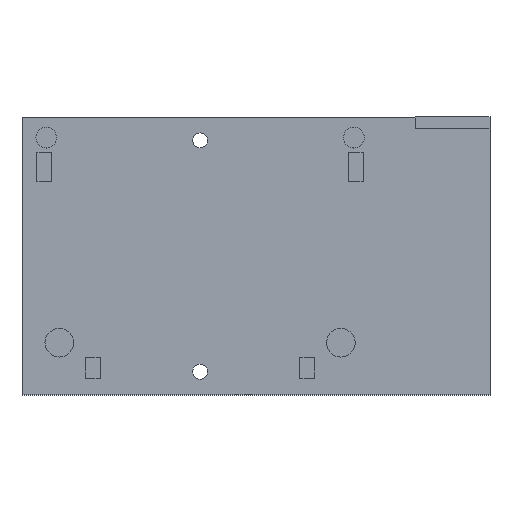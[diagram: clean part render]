
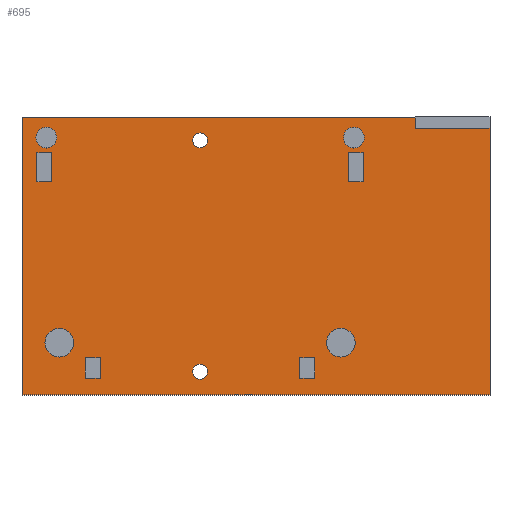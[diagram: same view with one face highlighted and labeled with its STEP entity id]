
A CAD part, top view. The second image highlights one B-rep face of the part: STEP entity #695.
In plain terms, the highlighted planar face has unit normal (0, 0, 1).
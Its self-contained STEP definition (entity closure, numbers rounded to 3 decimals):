
#17=FACE_BOUND('',#141,.T.);
#18=FACE_BOUND('',#142,.T.);
#19=FACE_BOUND('',#143,.T.);
#20=FACE_BOUND('',#144,.T.);
#21=FACE_BOUND('',#145,.T.);
#22=FACE_BOUND('',#146,.T.);
#23=FACE_BOUND('',#147,.T.);
#24=FACE_BOUND('',#148,.T.);
#25=FACE_BOUND('',#149,.T.);
#26=FACE_BOUND('',#150,.T.);
#59=PLANE('',#761);
#98=FACE_OUTER_BOUND('',#140,.T.);
#140=EDGE_LOOP('',(#613,#614,#615,#616,#617,#618));
#141=EDGE_LOOP('',(#619));
#142=EDGE_LOOP('',(#620));
#143=EDGE_LOOP('',(#621));
#144=EDGE_LOOP('',(#622,#623,#624,#625));
#145=EDGE_LOOP('',(#626,#627,#628,#629));
#146=EDGE_LOOP('',(#630));
#147=EDGE_LOOP('',(#631,#632,#633,#634));
#148=EDGE_LOOP('',(#635));
#149=EDGE_LOOP('',(#636,#637,#638,#639));
#150=EDGE_LOOP('',(#640));
#158=LINE('',#965,#234);
#165=LINE('',#978,#241);
#168=LINE('',#985,#244);
#172=LINE('',#1002,#248);
#176=LINE('',#1010,#252);
#179=LINE('',#1016,#255);
#182=LINE('',#1021,#258);
#184=LINE('',#1027,#260);
#188=LINE('',#1035,#264);
#191=LINE('',#1041,#267);
#194=LINE('',#1046,#270);
#198=LINE('',#1066,#274);
#202=LINE('',#1074,#278);
#205=LINE('',#1080,#281);
#208=LINE('',#1085,#284);
#210=LINE('',#1091,#286);
#214=LINE('',#1099,#290);
#217=LINE('',#1105,#293);
#220=LINE('',#1110,#296);
#225=LINE('',#1127,#301);
#228=LINE('',#1131,#304);
#230=LINE('',#1134,#306);
#234=VECTOR('',#779,10.);
#241=VECTOR('',#790,10.);
#244=VECTOR('',#795,10.);
#248=VECTOR('',#813,10.);
#252=VECTOR('',#819,10.);
#255=VECTOR('',#824,10.);
#258=VECTOR('',#829,10.);
#260=VECTOR('',#835,10.);
#264=VECTOR('',#841,10.);
#267=VECTOR('',#846,10.);
#270=VECTOR('',#851,10.);
#274=VECTOR('',#875,10.);
#278=VECTOR('',#881,10.);
#281=VECTOR('',#886,10.);
#284=VECTOR('',#891,10.);
#286=VECTOR('',#897,10.);
#290=VECTOR('',#903,10.);
#293=VECTOR('',#908,10.);
#296=VECTOR('',#913,10.);
#301=VECTOR('',#930,10.);
#304=VECTOR('',#935,10.);
#306=VECTOR('',#939,10.);
#310=CIRCLE('',#721,2.);
#312=CIRCLE('',#724,2.);
#315=CIRCLE('',#738,2.78);
#317=CIRCLE('',#742,2.78);
#319=CIRCLE('',#756,3.84);
#320=CIRCLE('',#762,3.84);
#324=VERTEX_POINT('',#961);
#326=VERTEX_POINT('',#964);
#330=VERTEX_POINT('',#976);
#333=VERTEX_POINT('',#984);
#334=VERTEX_POINT('',#988);
#336=VERTEX_POINT('',#994);
#338=VERTEX_POINT('',#1000);
#339=VERTEX_POINT('',#1001);
#342=VERTEX_POINT('',#1009);
#344=VERTEX_POINT('',#1015);
#346=VERTEX_POINT('',#1025);
#347=VERTEX_POINT('',#1026);
#350=VERTEX_POINT('',#1034);
#352=VERTEX_POINT('',#1040);
#355=VERTEX_POINT('',#1052);
#357=VERTEX_POINT('',#1059);
#358=VERTEX_POINT('',#1064);
#359=VERTEX_POINT('',#1065);
#362=VERTEX_POINT('',#1073);
#364=VERTEX_POINT('',#1079);
#366=VERTEX_POINT('',#1089);
#367=VERTEX_POINT('',#1090);
#370=VERTEX_POINT('',#1098);
#372=VERTEX_POINT('',#1104);
#375=VERTEX_POINT('',#1116);
#378=VERTEX_POINT('',#1124);
#379=VERTEX_POINT('',#1126);
#380=VERTEX_POINT('',#1136);
#386=EDGE_CURVE('',#326,#324,#158,.T.);
#393=EDGE_CURVE('',#330,#326,#165,.T.);
#396=EDGE_CURVE('',#330,#333,#168,.T.);
#398=EDGE_CURVE('',#334,#334,#310,.T.);
#401=EDGE_CURVE('',#336,#336,#312,.T.);
#404=EDGE_CURVE('',#338,#339,#172,.T.);
#408=EDGE_CURVE('',#342,#338,#176,.T.);
#411=EDGE_CURVE('',#339,#344,#179,.T.);
#414=EDGE_CURVE('',#344,#342,#182,.T.);
#416=EDGE_CURVE('',#346,#347,#184,.T.);
#420=EDGE_CURVE('',#350,#346,#188,.T.);
#423=EDGE_CURVE('',#347,#352,#191,.T.);
#426=EDGE_CURVE('',#352,#350,#194,.T.);
#430=EDGE_CURVE('',#355,#355,#315,.T.);
#433=EDGE_CURVE('',#357,#357,#317,.T.);
#434=EDGE_CURVE('',#358,#359,#198,.T.);
#438=EDGE_CURVE('',#362,#358,#202,.T.);
#441=EDGE_CURVE('',#359,#364,#205,.T.);
#444=EDGE_CURVE('',#364,#362,#208,.T.);
#446=EDGE_CURVE('',#366,#367,#210,.T.);
#450=EDGE_CURVE('',#370,#366,#214,.T.);
#453=EDGE_CURVE('',#367,#372,#217,.T.);
#456=EDGE_CURVE('',#372,#370,#220,.T.);
#460=EDGE_CURVE('',#375,#375,#319,.T.);
#463=EDGE_CURVE('',#379,#378,#225,.T.);
#466=EDGE_CURVE('',#379,#324,#228,.T.);
#468=EDGE_CURVE('',#378,#333,#230,.T.);
#469=EDGE_CURVE('',#380,#380,#320,.T.);
#613=ORIENTED_EDGE('',*,*,#386,.T.);
#614=ORIENTED_EDGE('',*,*,#466,.F.);
#615=ORIENTED_EDGE('',*,*,#463,.T.);
#616=ORIENTED_EDGE('',*,*,#468,.T.);
#617=ORIENTED_EDGE('',*,*,#396,.F.);
#618=ORIENTED_EDGE('',*,*,#393,.T.);
#619=ORIENTED_EDGE('',*,*,#398,.T.);
#620=ORIENTED_EDGE('',*,*,#401,.T.);
#621=ORIENTED_EDGE('',*,*,#433,.T.);
#622=ORIENTED_EDGE('',*,*,#438,.T.);
#623=ORIENTED_EDGE('',*,*,#434,.T.);
#624=ORIENTED_EDGE('',*,*,#441,.T.);
#625=ORIENTED_EDGE('',*,*,#444,.T.);
#626=ORIENTED_EDGE('',*,*,#420,.T.);
#627=ORIENTED_EDGE('',*,*,#416,.T.);
#628=ORIENTED_EDGE('',*,*,#423,.T.);
#629=ORIENTED_EDGE('',*,*,#426,.T.);
#630=ORIENTED_EDGE('',*,*,#469,.F.);
#631=ORIENTED_EDGE('',*,*,#450,.T.);
#632=ORIENTED_EDGE('',*,*,#446,.T.);
#633=ORIENTED_EDGE('',*,*,#453,.T.);
#634=ORIENTED_EDGE('',*,*,#456,.T.);
#635=ORIENTED_EDGE('',*,*,#430,.T.);
#636=ORIENTED_EDGE('',*,*,#408,.T.);
#637=ORIENTED_EDGE('',*,*,#404,.T.);
#638=ORIENTED_EDGE('',*,*,#411,.T.);
#639=ORIENTED_EDGE('',*,*,#414,.T.);
#640=ORIENTED_EDGE('',*,*,#460,.T.);
#695=ADVANCED_FACE('',(#98,#17,#18,#19,#20,#21,#22,#23,#24,#25,#26),#59,
 .T.);
#721=AXIS2_PLACEMENT_3D('',#989,#799,#800);
#724=AXIS2_PLACEMENT_3D('',#995,#806,#807);
#738=AXIS2_PLACEMENT_3D('',#1054,#860,#861);
#742=AXIS2_PLACEMENT_3D('',#1061,#869,#870);
#756=AXIS2_PLACEMENT_3D('',#1118,#922,#923);
#761=AXIS2_PLACEMENT_3D('',#1135,#940,#941);
#762=AXIS2_PLACEMENT_3D('',#1137,#942,#943);
#779=DIRECTION('',(0.,1.,0.));
#790=DIRECTION('',(-1.,0.,0.));
#795=DIRECTION('',(0.,-1.,0.));
#799=DIRECTION('center_axis',(0.,0.,-1.));
#800=DIRECTION('ref_axis',(-1.,0.,0.));
#806=DIRECTION('center_axis',(0.,0.,-1.));
#807=DIRECTION('ref_axis',(-1.,0.,0.));
#813=DIRECTION('',(0.,1.,0.));
#819=DIRECTION('',(-1.,0.,0.));
#824=DIRECTION('',(1.,0.,0.));
#829=DIRECTION('',(0.,-1.,0.));
#835=DIRECTION('',(0.,1.,0.));
#841=DIRECTION('',(-1.,0.,0.));
#846=DIRECTION('',(1.,0.,0.));
#851=DIRECTION('',(0.,-1.,0.));
#860=DIRECTION('center_axis',(0.,0.,-1.));
#861=DIRECTION('ref_axis',(1.,0.,0.));
#869=DIRECTION('center_axis',(0.,0.,-1.));
#870=DIRECTION('ref_axis',(1.,0.,0.));
#875=DIRECTION('',(0.,1.,0.));
#881=DIRECTION('',(-1.,0.,0.));
#886=DIRECTION('',(1.,0.,0.));
#891=DIRECTION('',(0.,-1.,0.));
#897=DIRECTION('',(0.,1.,0.));
#903=DIRECTION('',(-1.,0.,0.));
#908=DIRECTION('',(1.,0.,0.));
#913=DIRECTION('',(0.,-1.,0.));
#922=DIRECTION('center_axis',(0.,0.,-1.));
#923=DIRECTION('ref_axis',(1.,0.,0.));
#930=DIRECTION('',(0.,-1.,0.));
#935=DIRECTION('',(1.,0.,0.));
#939=DIRECTION('',(1.,0.,0.));
#940=DIRECTION('center_axis',(0.,0.,1.));
#941=DIRECTION('ref_axis',(1.,0.,0.));
#942=DIRECTION('center_axis',(0.,0.,1.));
#943=DIRECTION('ref_axis',(1.,0.,0.));
#961=CARTESIAN_POINT('',(57.74,37.25,3.));
#964=CARTESIAN_POINT('',(57.74,34.25,3.));
#965=CARTESIAN_POINT('',(57.74,18.625,3.));
#976=CARTESIAN_POINT('',(77.74,34.25,3.));
#978=CARTESIAN_POINT('',(33.87,34.25,3.));
#984=CARTESIAN_POINT('',(77.74,-37.25,3.));
#985=CARTESIAN_POINT('',(77.74,37.25,3.));
#988=CARTESIAN_POINT('',(2.,31.,3.));
#989=CARTESIAN_POINT('Origin',(0.,31.,3.));
#994=CARTESIAN_POINT('',(2.,-31.,3.));
#995=CARTESIAN_POINT('Origin',(0.,-31.,3.));
#1000=CARTESIAN_POINT('',(-43.74,19.95,3.));
#1001=CARTESIAN_POINT('',(-43.74,27.75,3.));
#1002=CARTESIAN_POINT('',(-43.74,19.95,3.));
#1009=CARTESIAN_POINT('',(-39.74,19.95,3.));
#1010=CARTESIAN_POINT('',(-39.74,19.95,3.));
#1015=CARTESIAN_POINT('',(-39.74,27.75,3.));
#1016=CARTESIAN_POINT('',(-43.74,27.75,3.));
#1021=CARTESIAN_POINT('',(-39.74,27.75,3.));
#1025=CARTESIAN_POINT('',(39.74,19.95,3.));
#1026=CARTESIAN_POINT('',(39.74,27.75,3.));
#1027=CARTESIAN_POINT('',(39.74,19.95,3.));
#1034=CARTESIAN_POINT('',(43.74,19.95,3.));
#1035=CARTESIAN_POINT('',(43.74,19.95,3.));
#1040=CARTESIAN_POINT('',(43.74,27.75,3.));
#1041=CARTESIAN_POINT('',(39.74,27.75,3.));
#1046=CARTESIAN_POINT('',(43.74,27.75,3.));
#1052=CARTESIAN_POINT('',(-44.02,31.75,3.));
#1054=CARTESIAN_POINT('Origin',(-41.24,31.75,3.));
#1059=CARTESIAN_POINT('',(38.46,31.75,3.));
#1061=CARTESIAN_POINT('Origin',(41.24,31.75,3.));
#1064=CARTESIAN_POINT('',(-30.74,-32.75,3.));
#1065=CARTESIAN_POINT('',(-30.74,-27.25,3.));
#1066=CARTESIAN_POINT('',(-30.74,-33.25,3.));
#1073=CARTESIAN_POINT('',(-26.74,-32.75,3.));
#1074=CARTESIAN_POINT('',(-15.37,-32.75,3.));
#1079=CARTESIAN_POINT('',(-26.74,-27.25,3.));
#1080=CARTESIAN_POINT('',(-30.74,-27.25,3.));
#1085=CARTESIAN_POINT('',(-26.74,-27.25,3.));
#1089=CARTESIAN_POINT('',(26.74,-32.75,3.));
#1090=CARTESIAN_POINT('',(26.74,-27.25,3.));
#1091=CARTESIAN_POINT('',(26.74,-33.25,3.));
#1098=CARTESIAN_POINT('',(30.74,-32.75,3.));
#1099=CARTESIAN_POINT('',(13.37,-32.75,3.));
#1104=CARTESIAN_POINT('',(30.74,-27.25,3.));
#1105=CARTESIAN_POINT('',(26.74,-27.25,3.));
#1110=CARTESIAN_POINT('',(30.74,-27.25,3.));
#1116=CARTESIAN_POINT('',(-41.58,-23.25,3.));
#1118=CARTESIAN_POINT('Origin',(-37.74,-23.25,3.));
#1124=CARTESIAN_POINT('',(-47.74,-37.25,3.));
#1126=CARTESIAN_POINT('',(-47.74,37.25,3.));
#1127=CARTESIAN_POINT('',(-47.74,-37.25,3.));
#1131=CARTESIAN_POINT('',(47.74,37.25,3.));
#1134=CARTESIAN_POINT('',(47.74,-37.25,3.));
#1135=CARTESIAN_POINT('Origin',(0.,0.,3.));
#1136=CARTESIAN_POINT('',(33.9,-23.25,3.));
#1137=CARTESIAN_POINT('Origin',(37.74,-23.25,3.));
